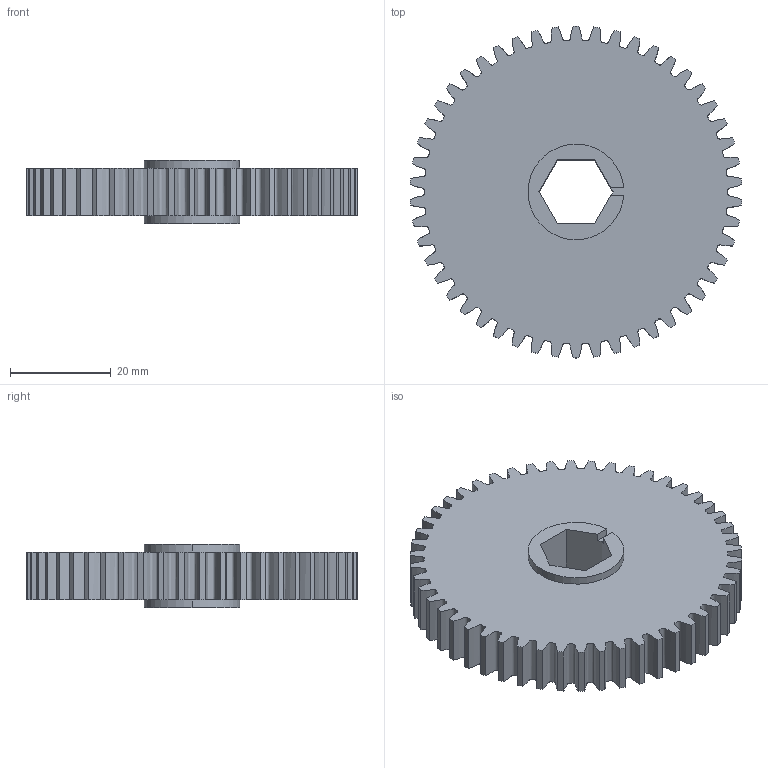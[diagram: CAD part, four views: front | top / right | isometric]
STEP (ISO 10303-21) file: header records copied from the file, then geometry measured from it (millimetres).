
FILE_DESCRIPTION (( 'STEP AP214' ), '1' );
FILE_NAME ('WCP-0715 Rev1.step', '2022-11-24T01:48:57', ( '' ), ( '' ), 'SwSTEP 2.0', 'SolidWorks 2020', '' );
FILE_SCHEMA (( 'AUTOMOTIVE_DESIGN' ));
Length unit declared in the file: inch
Products named in the file (1): WCP-0715 Rev1
Bounding box: 65.97 x 66.04 x 12.65 mm (x, y, z)
Volume: 30077.3 mm3; surface area: 10618.5 mm2
Topology: 1 solids, 1 shells, 116 faces, 339 edges, 226 vertices
Faces by surface type: cylinder 54, bspline 50, plane 12
Entity records: 19767 total; most frequent: CARTESIAN_POINT 15532, ORIENTED_EDGE 678, DIRECTION 481, EDGE_CURVE 339, VERTEX_POINT 226, AXIS2_PLACEMENT_3D 175, VECTOR 131, LINE 131
